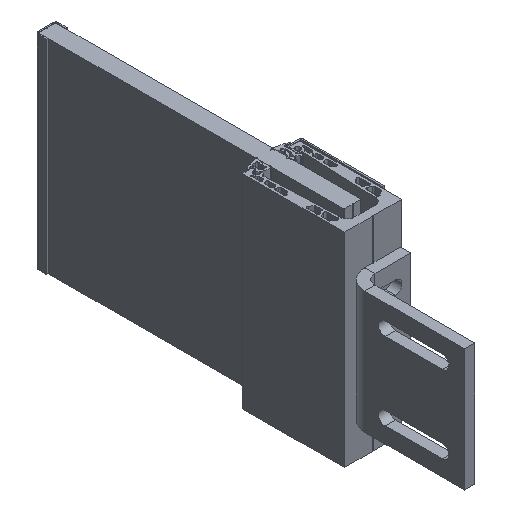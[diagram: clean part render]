
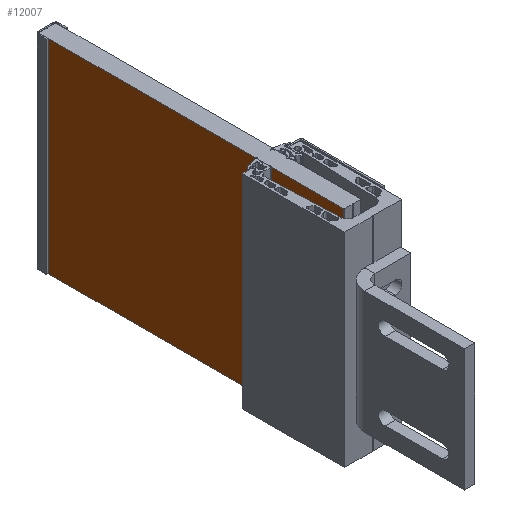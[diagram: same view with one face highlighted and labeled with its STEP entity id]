
A CAD part, isometric view. The second image highlights one B-rep face of the part: STEP entity #12007.
In plain terms, the highlighted planar face has unit normal (-1, 0, 0).
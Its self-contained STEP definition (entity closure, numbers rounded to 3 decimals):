
#132 = CARTESIAN_POINT ( 'NONE',  ( -8.38, 149.5, -100. ) ) ;
#2122 = FACE_OUTER_BOUND ( 'NONE', #6466, .T. ) ;
#2615 = ORIENTED_EDGE ( 'NONE', *, *, #12180, .T. ) ;
#2736 = DIRECTION ( 'NONE',  ( 0., 0., -1. ) ) ;
#2787 = DIRECTION ( 'NONE',  ( 0., 0., 1. ) ) ;
#3460 = DIRECTION ( 'NONE',  ( 0., -1., 0. ) ) ;
#5195 = PLANE ( 'NONE',  #9277 ) ;
#5231 = EDGE_CURVE ( 'NONE', #14330, #15744, #16448, .T. ) ;
#5286 = VECTOR ( 'NONE', #6166, 1000. ) ;
#5800 = LINE ( 'NONE', #12073, #6328 ) ;
#6166 = DIRECTION ( 'NONE',  ( 0., -1., 0. ) ) ;
#6328 = VECTOR ( 'NONE', #2736, 1000. ) ;
#6466 = EDGE_LOOP ( 'NONE', ( #19520, #12914, #20116, #2615 ) ) ;
#7292 = CARTESIAN_POINT ( 'NONE',  ( -8.38, -149.5, 100. ) ) ;
#7478 = VERTEX_POINT ( 'NONE', #20169 ) ;
#8604 = CARTESIAN_POINT ( 'NONE',  ( -8.38, -149.5, 100. ) ) ;
#9277 = AXIS2_PLACEMENT_3D ( 'NONE', #17806, #10127, #14543 ) ;
#10127 = DIRECTION ( 'NONE',  ( 1., 0., 0. ) ) ;
#10395 = VERTEX_POINT ( 'NONE', #8604 ) ;
#10894 = CARTESIAN_POINT ( 'NONE',  ( -8.38, -150., 100. ) ) ;
#11612 = VECTOR ( 'NONE', #2787, 1000. ) ;
#12007 = ADVANCED_FACE ( 'NONE', ( #2122 ), #5195, .F. ) ;
#12073 = CARTESIAN_POINT ( 'NONE',  ( -8.38, 149.5, 100. ) ) ;
#12180 = EDGE_CURVE ( 'NONE', #7478, #14330, #5800, .T. ) ;
#12914 = ORIENTED_EDGE ( 'NONE', *, *, #19535, .T. ) ;
#13349 = LINE ( 'NONE', #7292, #11612 ) ;
#14330 = VERTEX_POINT ( 'NONE', #132 ) ;
#14512 = EDGE_CURVE ( 'NONE', #7478, #10395, #18564, .T. ) ;
#14543 = DIRECTION ( 'NONE',  ( 0., 0., -1. ) ) ;
#15302 = CARTESIAN_POINT ( 'NONE',  ( -8.38, -149.5, -100. ) ) ;
#15744 = VERTEX_POINT ( 'NONE', #15302 ) ;
#16448 = LINE ( 'NONE', #19612, #16978 ) ;
#16978 = VECTOR ( 'NONE', #3460, 1000. ) ;
#17806 = CARTESIAN_POINT ( 'NONE',  ( -8.38, -150., 100. ) ) ;
#18564 = LINE ( 'NONE', #10894, #5286 ) ;
#19520 = ORIENTED_EDGE ( 'NONE', *, *, #5231, .T. ) ;
#19535 = EDGE_CURVE ( 'NONE', #15744, #10395, #13349, .T. ) ;
#19612 = CARTESIAN_POINT ( 'NONE',  ( -8.38, -150., -100. ) ) ;
#20116 = ORIENTED_EDGE ( 'NONE', *, *, #14512, .F. ) ;
#20169 = CARTESIAN_POINT ( 'NONE',  ( -8.38, 149.5, 100. ) ) ;
